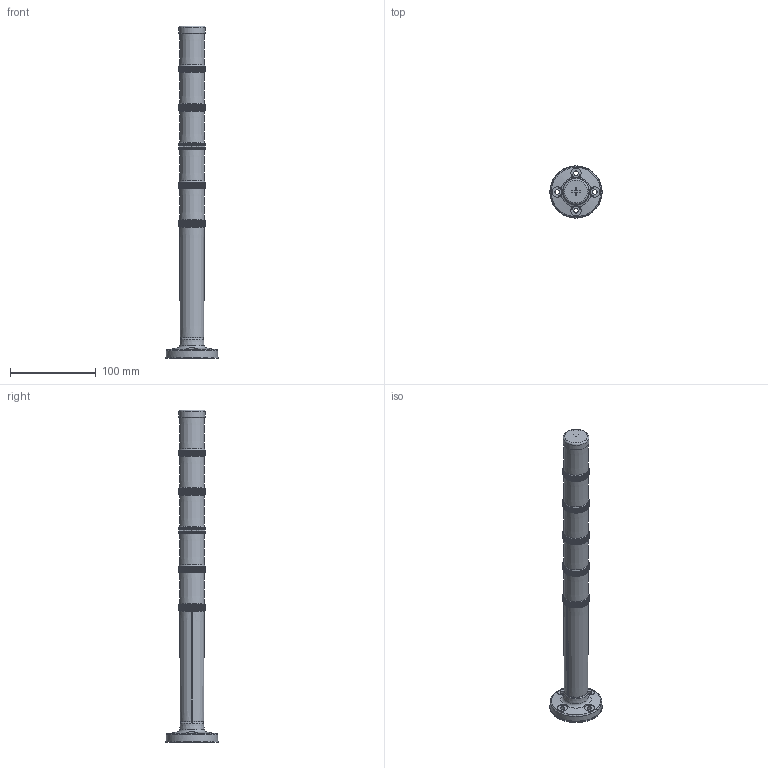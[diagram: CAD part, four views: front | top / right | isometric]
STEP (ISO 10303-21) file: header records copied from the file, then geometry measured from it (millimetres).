
FILE_DESCRIPTION(/* description */ (''),/* implementation_level */ '2;1');
FILE_NAME(/* name */ 'CMR mit 5 Kalotten.stp',/* time_stamp */ '2013-04-16T10:18:36+02:00',/* author */ (''),/* organization */ (''),/* preprocessor_version */ 'ST-DEVELOPER v11',/* originating_system */ 'SIEMENS PLM Software NX 7.5',/* authorisation */ '');
FILE_SCHEMA (('AUTOMOTIVE_DESIGN { 1 0 10303 214 1 1 1 1 }'));
Products named in the file (1): m.ne6B38c4sg
Bounding box: 61 x 61 x 386.74 mm (x, y, z)
Volume: 269255.7 mm3; surface area: 76299.6 mm2
Topology: 10 solids, 15 shells, 3307 faces, 9687 edges, 6444 vertices
Faces by surface type: plane 2152, cylinder 1088, cone 59, torus 8
Full cylindrical faces by diameter (mm): 5 x2, 5.2 x4, 5.5 x4, 6.8 x4, 16 x2, 17 x1, 20 x3, 22.993 x5, 25 x6, 25.4 x6, 26 x1, 28.4 x1, 29.3 x5, 30.4 x1, 58.4 x1, 60 x1, 61 x1
Entity records: 106094 total; most frequent: CARTESIAN_POINT 27274, ORIENTED_EDGE 19190, DIRECTION 14764, EDGE_CURVE 9595, VERTEX_POINT 6427, AXIS2_PLACEMENT_3D 5593, LINE 3578, VECTOR 3578
